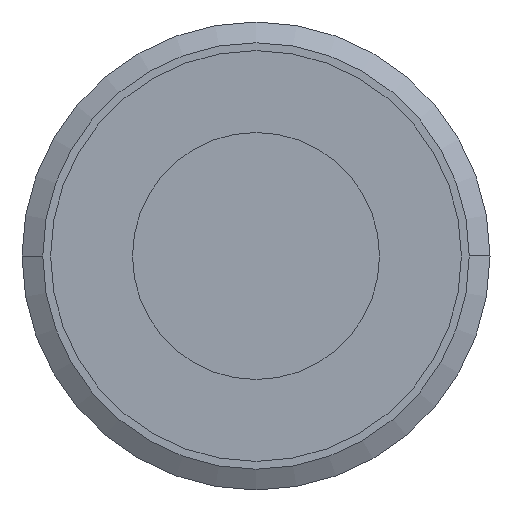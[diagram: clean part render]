
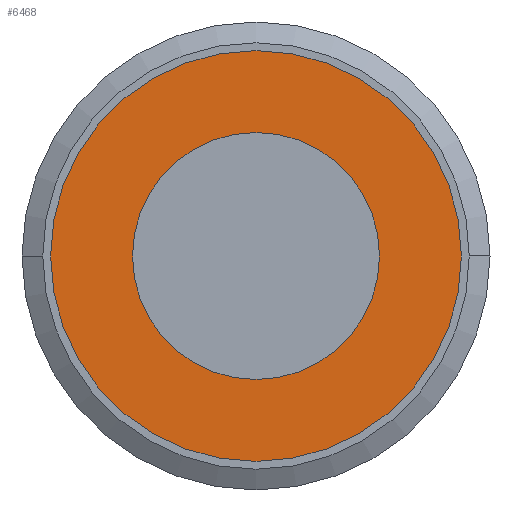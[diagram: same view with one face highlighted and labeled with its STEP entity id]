
A CAD part, left-side view. The second image highlights one B-rep face of the part: STEP entity #6468.
In plain terms, the highlighted planar face has unit normal (-1, 0, 0).
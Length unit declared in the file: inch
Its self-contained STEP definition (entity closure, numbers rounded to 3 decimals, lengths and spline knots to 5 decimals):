
#386 = AXIS2_PLACEMENT_3D ( 'NONE', #4246, #5458, #5513 ) ;
#460 = DIRECTION ( 'NONE',  ( 0., 1., 0. ) ) ;
#849 = AXIS2_PLACEMENT_3D ( 'NONE', #4009, #2144, #460 ) ;
#927 = CARTESIAN_POINT ( 'NONE',  ( -0.03937, 0., 0. ) ) ;
#1388 = CARTESIAN_POINT ( 'NONE',  ( -0.03937, -0.18701, 0. ) ) ;
#1501 = DIRECTION ( 'NONE',  ( 0., 1., 0. ) ) ;
#1525 = CARTESIAN_POINT ( 'NONE',  ( -0.03937, -0.31102, 0. ) ) ;
#1548 = DIRECTION ( 'NONE',  ( 0., -1., 0. ) ) ;
#2100 = DIRECTION ( 'NONE',  ( -1., 0., 0. ) ) ;
#2126 = CARTESIAN_POINT ( 'NONE',  ( -0.03937, 0., 0. ) ) ;
#2144 = DIRECTION ( 'NONE',  ( 1., 0., 0. ) ) ;
#2474 = ORIENTED_EDGE ( 'NONE', *, *, #5275, .F. ) ;
#2711 = EDGE_LOOP ( 'NONE', ( #6751, #4773 ) ) ;
#3094 = DIRECTION ( 'NONE',  ( 1., 0., 0. ) ) ;
#3286 = EDGE_CURVE ( 'NONE', #3470, #4441, #4987, .T. ) ;
#3352 = CARTESIAN_POINT ( 'NONE',  ( -0.03937, 0.18701, 0. ) ) ;
#3439 = VERTEX_POINT ( 'NONE', #6380 ) ;
#3470 = VERTEX_POINT ( 'NONE', #3352 ) ;
#3484 = FACE_BOUND ( 'NONE', #2711, .T. ) ;
#3666 = CARTESIAN_POINT ( 'NONE',  ( -0.03937, 0., 0. ) ) ;
#4009 = CARTESIAN_POINT ( 'NONE',  ( -0.03937, 0., 0. ) ) ;
#4182 = EDGE_CURVE ( 'NONE', #3439, #6491, #7605, .T. ) ;
#4246 = CARTESIAN_POINT ( 'NONE',  ( -0.03937, 0., 0. ) ) ;
#4395 = EDGE_LOOP ( 'NONE', ( #6479, #2474 ) ) ;
#4441 = VERTEX_POINT ( 'NONE', #1388 ) ;
#4456 = AXIS2_PLACEMENT_3D ( 'NONE', #2126, #6922, #1501 ) ;
#4501 = PLANE ( 'NONE',  #7117 ) ;
#4773 = ORIENTED_EDGE ( 'NONE', *, *, #7661, .T. ) ;
#4845 = CIRCLE ( 'NONE', #5718, 0.18701 ) ;
#4987 = CIRCLE ( 'NONE', #849, 0.18701 ) ;
#5275 = EDGE_CURVE ( 'NONE', #6491, #3439, #7558, .T. ) ;
#5458 = DIRECTION ( 'NONE',  ( 1., 0., 0. ) ) ;
#5513 = DIRECTION ( 'NONE',  ( 0., 1., 0. ) ) ;
#5718 = AXIS2_PLACEMENT_3D ( 'NONE', #3666, #3094, #6699 ) ;
#6380 = CARTESIAN_POINT ( 'NONE',  ( -0.03937, 0.31102, 0. ) ) ;
#6468 = ADVANCED_FACE ( 'NONE', ( #6606, #3484 ), #4501, .T. ) ;
#6479 = ORIENTED_EDGE ( 'NONE', *, *, #4182, .F. ) ;
#6491 = VERTEX_POINT ( 'NONE', #1525 ) ;
#6606 = FACE_OUTER_BOUND ( 'NONE', #4395, .T. ) ;
#6699 = DIRECTION ( 'NONE',  ( 0., 1., 0. ) ) ;
#6751 = ORIENTED_EDGE ( 'NONE', *, *, #3286, .T. ) ;
#6922 = DIRECTION ( 'NONE',  ( 1., 0., 0. ) ) ;
#7117 = AXIS2_PLACEMENT_3D ( 'NONE', #927, #2100, #1548 ) ;
#7558 = CIRCLE ( 'NONE', #4456, 0.31102 ) ;
#7605 = CIRCLE ( 'NONE', #386, 0.31102 ) ;
#7661 = EDGE_CURVE ( 'NONE', #4441, #3470, #4845, .T. ) ;
